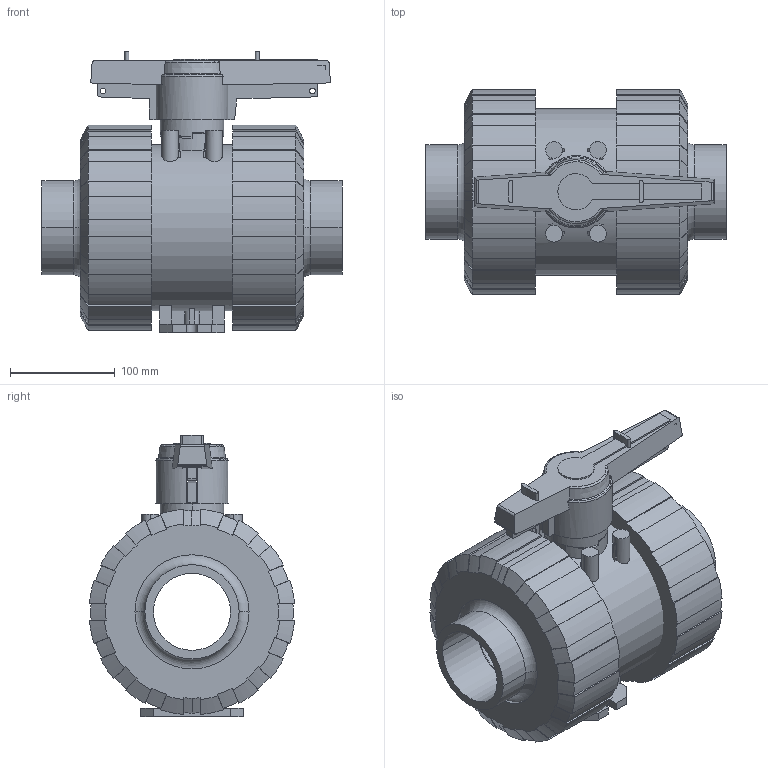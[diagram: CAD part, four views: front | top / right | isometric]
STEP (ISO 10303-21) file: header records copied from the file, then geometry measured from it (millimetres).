
FILE_DESCRIPTION(('STEP AP214'),'1');
FILE_NAME('cctmp_7EAEF103-5E6E-4AB0-99DA-BCBCF4C8218D_2021_10_21_14_50_11_0539..stp','2021-10-21T12:50:11',('Praher Valves GmbH'),('CADClick - www.CADClick.com'),'Spatial InterOp 3D',' ','unknown authorization');
FILE_SCHEMA(('AUTOMOTIVE_DESIGN'));
Length unit declared in the file: millimetre
Products named in the file (7): cc_unnamed; 210570_5; 210570_4; 210570_3; 210570_2; 210570_1; 210570
Assembly tree (6 placements, depth 2):
  cc_unnamed
    210570_5
    210570_4
    210570_3
    210570_2
    210570_1
    210570
Bounding box: 286.5 x 195.88 x 268.4 mm (x, y, z)
Volume: 5250960.5 mm3; surface area: 588521.7 mm2
Topology: 6 solids, 6 shells, 457 faces, 1297 edges, 860 vertices
Faces by surface type: plane 217, cylinder 144, cone 84, torus 12
Entity records: 19312 total; most frequent: CARTESIAN_POINT 3628, ORIENTED_EDGE 2594, DIRECTION 2489, EDGE_CURVE 1297, AXIS2_PLACEMENT_3D 920, VERTEX_POINT 860, LINE 649, VECTOR 649
